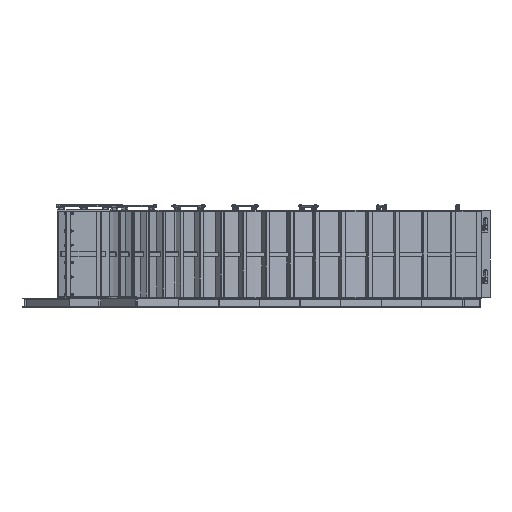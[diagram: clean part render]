
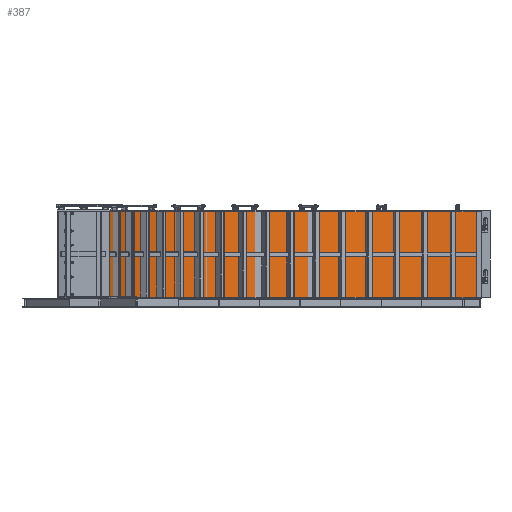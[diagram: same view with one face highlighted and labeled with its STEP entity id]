
A CAD part, top view. The second image highlights one B-rep face of the part: STEP entity #387.
In plain terms, the highlighted free-form (B-spline) face has degree [2, 1] with [3, 2] control points.
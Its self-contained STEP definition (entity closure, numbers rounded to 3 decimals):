
#156 = VERTEX_POINT('',#157);
#157 = CARTESIAN_POINT('',(8.669,1565.796,
    -938.013));
#192 = EDGE_CURVE('',#193,#156,#195,.T.);
#193 = VERTEX_POINT('',#194);
#194 = CARTESIAN_POINT('',(6863.395,1565.796,
    -5586.76));
#195 = ( BOUNDED_CURVE() B_SPLINE_CURVE(2,(#196,#197,#198),
.UNSPECIFIED.,.F.,.F.) B_SPLINE_CURVE_WITH_KNOTS((3,3),(1.571,
2.763),.PIECEWISE_BEZIER_KNOTS.) CURVE() 
GEOMETRIC_REPRESENTATION_ITEM() RATIONAL_B_SPLINE_CURVE((1.,
0.828,1.)) REPRESENTATION_ITEM('') );
#196 = CARTESIAN_POINT('',(6863.395,1565.796,
    -5586.76));
#197 = CARTESIAN_POINT('',(1859.329,1565.796,
    -5587.286));
#198 = CARTESIAN_POINT('',(8.669,1565.796,
    -938.013));
#231 = VERTEX_POINT('',#232);
#232 = CARTESIAN_POINT('',(8.669,20.877,
    -938.013));
#374 = EDGE_CURVE('',#156,#231,#375,.T.);
#375 = B_SPLINE_CURVE_WITH_KNOTS('',1,(#376,#377),.UNSPECIFIED.,.F.,.F.,
  (2,2),(-0.,1480.),.PIECEWISE_BEZIER_KNOTS.);
#376 = CARTESIAN_POINT('',(8.669,1565.796,
    -938.013));
#377 = CARTESIAN_POINT('',(8.669,20.877,
    -938.013));
#387 = ADVANCED_FACE('',(#388),#405,.F.);
#388 = FACE_BOUND('',#389,.F.);
#389 = EDGE_LOOP('',(#390,#391,#398,#404));
#390 = ORIENTED_EDGE('',*,*,#192,.F.);
#391 = ORIENTED_EDGE('',*,*,#392,.T.);
#392 = EDGE_CURVE('',#193,#393,#395,.T.);
#393 = VERTEX_POINT('',#394);
#394 = CARTESIAN_POINT('',(6863.395,20.877,
    -5586.76));
#395 = B_SPLINE_CURVE_WITH_KNOTS('',1,(#396,#397),.UNSPECIFIED.,.F.,.F.,
  (2,2),(-0.,1480.),.PIECEWISE_BEZIER_KNOTS.);
#396 = CARTESIAN_POINT('',(6863.395,1565.796,
    -5586.76));
#397 = CARTESIAN_POINT('',(6863.395,20.877,
    -5586.76));
#398 = ORIENTED_EDGE('',*,*,#399,.T.);
#399 = EDGE_CURVE('',#393,#231,#400,.T.);
#400 = ( BOUNDED_CURVE() B_SPLINE_CURVE(2,(#401,#402,#403),
.UNSPECIFIED.,.F.,.F.) B_SPLINE_CURVE_WITH_KNOTS((3,3),(1.571,
2.763),.PIECEWISE_BEZIER_KNOTS.) CURVE() 
GEOMETRIC_REPRESENTATION_ITEM() RATIONAL_B_SPLINE_CURVE((1.,
0.828,1.)) REPRESENTATION_ITEM('') );
#401 = CARTESIAN_POINT('',(6863.395,20.877,
    -5586.76));
#402 = CARTESIAN_POINT('',(1859.329,20.877,
    -5587.286));
#403 = CARTESIAN_POINT('',(8.669,20.877,
    -938.013));
#404 = ORIENTED_EDGE('',*,*,#374,.F.);
#405 = ( BOUNDED_SURFACE() B_SPLINE_SURFACE(2,1,(
    (#406,#407)
    ,(#408,#409)
,(#410,#411
    )),.UNSPECIFIED.,.F.,.F.,.F.) B_SPLINE_SURFACE_WITH_KNOTS((3,3),(2,2
    ),(0.379,1.571),(0.,1480.),
.PIECEWISE_BEZIER_KNOTS.) GEOMETRIC_REPRESENTATION_ITEM() 
RATIONAL_B_SPLINE_SURFACE((
    (1.,1.)
    ,(0.828,0.828)
,(1.,1.))) REPRESENTATION_ITEM('') SURFACE() );
#406 = CARTESIAN_POINT('',(8.669,1565.796,
    -938.013));
#407 = CARTESIAN_POINT('',(8.669,20.877,
    -938.013));
#408 = CARTESIAN_POINT('',(1859.329,1565.796,
    -5587.286));
#409 = CARTESIAN_POINT('',(1859.329,20.877,
    -5587.286));
#410 = CARTESIAN_POINT('',(6863.395,1565.796,
    -5586.76));
#411 = CARTESIAN_POINT('',(6863.395,20.877,
    -5586.76));
